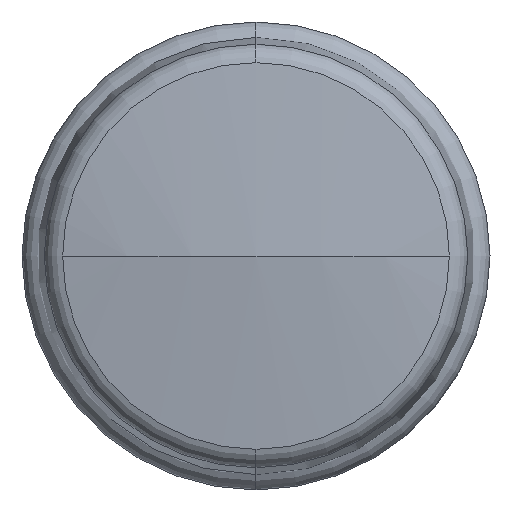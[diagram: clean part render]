
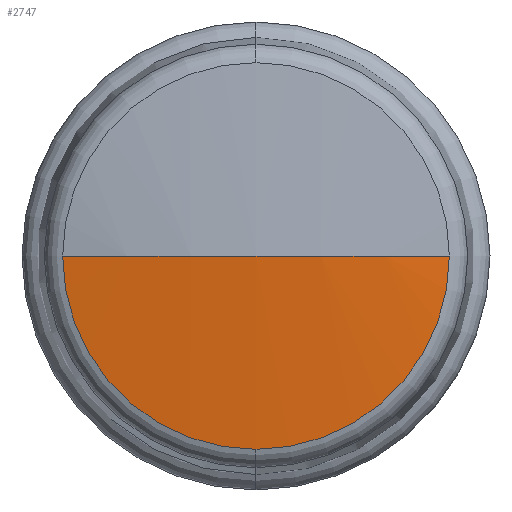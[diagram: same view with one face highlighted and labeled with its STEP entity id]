
A CAD part, left-side view. The second image highlights one B-rep face of the part: STEP entity #2747.
In plain terms, the highlighted spherical face has radius 100 mm.
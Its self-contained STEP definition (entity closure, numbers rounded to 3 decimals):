
#37 = CARTESIAN_POINT ( 'NONE',  ( 1.516, -17.347, 0. ) ) ;
#43 = EDGE_CURVE ( 'NONE', #5816, #3443, #5244, .T. ) ;
#75 = DIRECTION ( 'NONE',  ( 0., 0., -1. ) ) ;
#563 = FACE_OUTER_BOUND ( 'NONE', #879, .T. ) ;
#628 = CIRCLE ( 'NONE', #4362, 100. ) ;
#709 = CARTESIAN_POINT ( 'NONE',  ( 1.516, 0., 0. ) ) ;
#841 = DIRECTION ( 'NONE',  ( 0., 1., 0. ) ) ;
#879 = EDGE_LOOP ( 'NONE', ( #3792, #5165, #4834, #4162 ) ) ;
#1162 = DIRECTION ( 'NONE',  ( 0., 0., -1. ) ) ;
#1367 = CARTESIAN_POINT ( 'NONE',  ( 100., 0., 0. ) ) ;
#1424 = DIRECTION ( 'NONE',  ( -1., 0., 0. ) ) ;
#1446 = CARTESIAN_POINT ( 'NONE',  ( 100., 0., 0. ) ) ;
#1761 = EDGE_CURVE ( 'NONE', #3443, #1799, #2660, .T. ) ;
#1799 = VERTEX_POINT ( 'NONE', #37 ) ;
#1894 = AXIS2_PLACEMENT_3D ( 'NONE', #4465, #4974, #841 ) ;
#1904 = DIRECTION ( 'NONE',  ( 0., 1., 0. ) ) ;
#2268 = EDGE_CURVE ( 'NONE', #1799, #3387, #4166, .T. ) ;
#2545 = AXIS2_PLACEMENT_3D ( 'NONE', #709, #3882, #1162 ) ;
#2648 = CARTESIAN_POINT ( 'NONE',  ( 1.516, 17.347, 0. ) ) ;
#2660 = CIRCLE ( 'NONE', #4950, 17.347 ) ;
#2682 = CARTESIAN_POINT ( 'NONE',  ( 0., 0., 0. ) ) ;
#2722 = DIRECTION ( 'NONE',  ( 1., 0., 0. ) ) ;
#2747 = ADVANCED_FACE ( 'NONE', ( #563 ), #3966, .T. ) ;
#3279 = AXIS2_PLACEMENT_3D ( 'NONE', #1446, #75, #1904 ) ;
#3387 = VERTEX_POINT ( 'NONE', #2682 ) ;
#3419 = EDGE_CURVE ( 'NONE', #5816, #3387, #628, .T. ) ;
#3443 = VERTEX_POINT ( 'NONE', #3575 ) ;
#3575 = CARTESIAN_POINT ( 'NONE',  ( 1.516, 0., -17.347 ) ) ;
#3792 = ORIENTED_EDGE ( 'NONE', *, *, #43, .T. ) ;
#3882 = DIRECTION ( 'NONE',  ( -1., 0., 0. ) ) ;
#3966 = SPHERICAL_SURFACE ( 'NONE', #3279, 100. ) ;
#4011 = DIRECTION ( 'NONE',  ( 0., 0., 1. ) ) ;
#4141 = CARTESIAN_POINT ( 'NONE',  ( 1.516, 0., 0. ) ) ;
#4162 = ORIENTED_EDGE ( 'NONE', *, *, #3419, .F. ) ;
#4166 = CIRCLE ( 'NONE', #1894, 100. ) ;
#4362 = AXIS2_PLACEMENT_3D ( 'NONE', #1367, #4011, #2722 ) ;
#4465 = CARTESIAN_POINT ( 'NONE',  ( 100., 0., 0. ) ) ;
#4508 = DIRECTION ( 'NONE',  ( 0., 0., -1. ) ) ;
#4834 = ORIENTED_EDGE ( 'NONE', *, *, #2268, .T. ) ;
#4950 = AXIS2_PLACEMENT_3D ( 'NONE', #4141, #1424, #4508 ) ;
#4974 = DIRECTION ( 'NONE',  ( 0., 0., -1. ) ) ;
#5165 = ORIENTED_EDGE ( 'NONE', *, *, #1761, .T. ) ;
#5244 = CIRCLE ( 'NONE', #2545, 17.347 ) ;
#5816 = VERTEX_POINT ( 'NONE', #2648 ) ;
